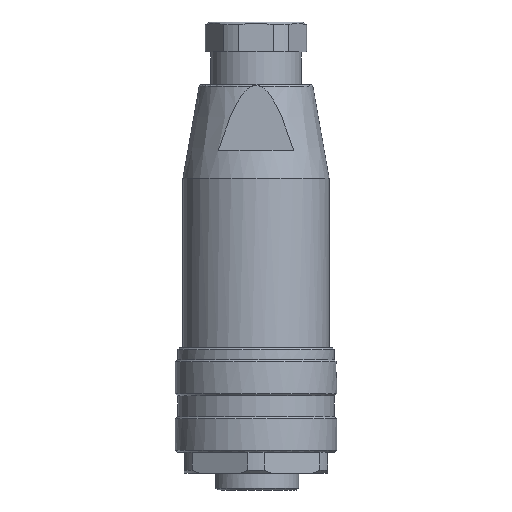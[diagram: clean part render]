
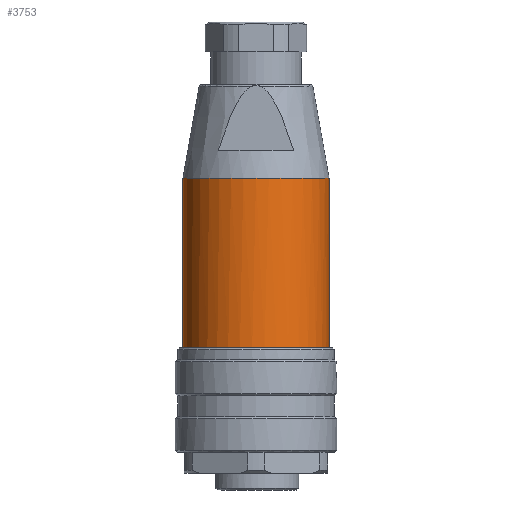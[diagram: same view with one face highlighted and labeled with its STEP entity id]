
A CAD part, left-side view. The second image highlights one B-rep face of the part: STEP entity #3753.
In plain terms, the highlighted cylindrical face has radius 12.25 mm (diameter 24.5 mm), a partial arc.
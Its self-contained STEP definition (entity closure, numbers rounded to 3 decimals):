
#3507=AXIS2_PLACEMENT_3D('Circle Axis2P3D',#3505,#3506,$) ;
#3714=AXIS2_PLACEMENT_3D('Cylinder Axis2P3D',#3711,#3712,#3713) ;
#3418=CARTESIAN_POINT('Vertex',(13.5,1.25,52.2)) ;
#3502=CARTESIAN_POINT('Vertex',(13.5,25.75,52.2)) ;
#3505=CARTESIAN_POINT('Axis2P3D Location',(13.5,13.5,52.2)) ;
#3711=CARTESIAN_POINT('Axis2P3D Location',(13.5,13.5,22.4)) ;
#3716=CARTESIAN_POINT('Line Origine',(13.5,1.25,22.4)) ;
#3720=CARTESIAN_POINT('Vertex',(13.5,1.25,23.55)) ;
#3723=CARTESIAN_POINT('Line Origine',(13.5,25.75,22.4)) ;
#3727=CARTESIAN_POINT('Vertex',(13.5,25.75,23.55)) ;
#3731=CARTESIAN_POINT('Control Point',(13.5,25.75,23.55)) ;
#3732=CARTESIAN_POINT('Control Point',(11.576,25.75,23.55)) ;
#3733=CARTESIAN_POINT('Control Point',(9.652,25.372,23.55)) ;
#3734=CARTESIAN_POINT('Control Point',(7.826,24.616,23.55)) ;
#3735=CARTESIAN_POINT('Control Point',(4.571,22.429,23.55)) ;
#3736=CARTESIAN_POINT('Control Point',(2.384,19.174,23.55)) ;
#3737=CARTESIAN_POINT('Control Point',(1.628,17.348,23.55)) ;
#3738=CARTESIAN_POINT('Control Point',(0.872,13.5,23.55)) ;
#3739=CARTESIAN_POINT('Control Point',(1.628,9.652,23.55)) ;
#3740=CARTESIAN_POINT('Control Point',(2.384,7.826,23.55)) ;
#3741=CARTESIAN_POINT('Control Point',(4.571,4.571,23.55)) ;
#3742=CARTESIAN_POINT('Control Point',(7.826,2.384,23.55)) ;
#3743=CARTESIAN_POINT('Control Point',(9.652,1.628,23.55)) ;
#3744=CARTESIAN_POINT('Control Point',(11.576,1.25,23.55)) ;
#3745=CARTESIAN_POINT('Control Point',(13.5,1.25,23.55)) ;
#3506=DIRECTION('Axis2P3D Direction',(0.,0.,-1.)) ;
#3712=DIRECTION('Axis2P3D Direction',(0.,0.,1.)) ;
#3713=DIRECTION('Axis2P3D XDirection',(0.,1.,0.)) ;
#3717=DIRECTION('Vector Direction',(0.,0.,1.)) ;
#3724=DIRECTION('Vector Direction',(0.,0.,1.)) ;
#3718=VECTOR('Line Direction',#3717,1.) ;
#3725=VECTOR('Line Direction',#3724,1.) ;
#3748=ORIENTED_EDGE('',*,*,#3722,.F.) ;
#3749=ORIENTED_EDGE('',*,*,#3509,.T.) ;
#3750=ORIENTED_EDGE('',*,*,#3729,.F.) ;
#3751=ORIENTED_EDGE('',*,*,#3746,.T.) ;
#3753=ADVANCED_FACE('Hauptk\X2\00F6\X0\rper',(#3752),#3715,.T.) ;
#3730=B_SPLINE_CURVE_WITH_KNOTS('',5,(#3731,#3732,#3733,#3734,#3735,#3736,#3737,#3738,#3739,#3740,#3741,#3742,#3743,#3744,#3745),.UNSPECIFIED.,.F.,.U.,(6,3,3,3,6),(-19.242,-9.621,0.,9.621,19.242),.UNSPECIFIED.) ;
#3508=CIRCLE('generated circle',#3507,12.25) ;
#3715=CYLINDRICAL_SURFACE('generated cylinder',#3714,12.25) ;
#3509=EDGE_CURVE('',#3419,#3503,#3508,.T.) ;
#3722=EDGE_CURVE('',#3419,#3721,#3719,.F.) ;
#3729=EDGE_CURVE('',#3728,#3503,#3726,.T.) ;
#3746=EDGE_CURVE('',#3728,#3721,#3730,.T.) ;
#3747=EDGE_LOOP('',(#3748,#3749,#3750,#3751)) ;
#3752=FACE_OUTER_BOUND('',#3747,.T.) ;
#3719=LINE('Line',#3716,#3718) ;
#3726=LINE('Line',#3723,#3725) ;
#3419=VERTEX_POINT('',#3418) ;
#3503=VERTEX_POINT('',#3502) ;
#3721=VERTEX_POINT('',#3720) ;
#3728=VERTEX_POINT('',#3727) ;
